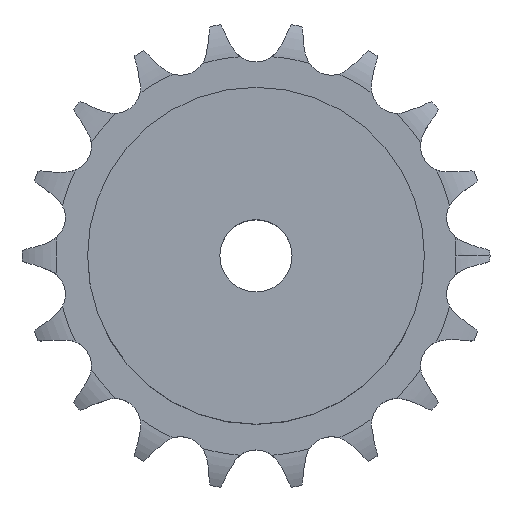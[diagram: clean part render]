
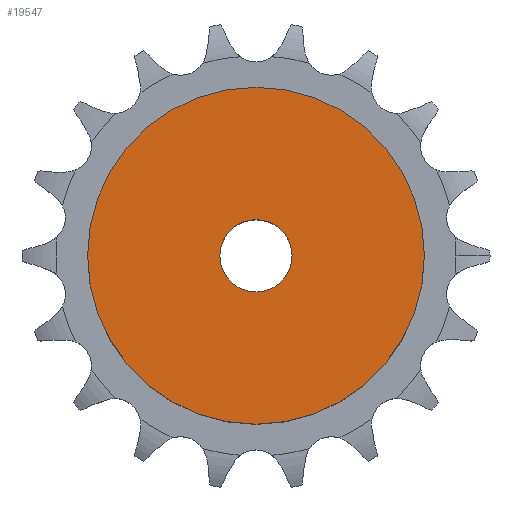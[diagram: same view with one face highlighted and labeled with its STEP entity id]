
A CAD part, top view. The second image highlights one B-rep face of the part: STEP entity #19547.
In plain terms, the highlighted planar face has unit normal (0, 0, 1).
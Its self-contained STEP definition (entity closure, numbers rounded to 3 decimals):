
#2712 = CYLINDRICAL_SURFACE('',#2713,28.);
#2713 = AXIS2_PLACEMENT_3D('',#2714,#2715,#2716);
#2714 = CARTESIAN_POINT('',(0.,0.,0.));
#2715 = DIRECTION('',(-0.,-0.,-1.));
#2716 = DIRECTION('',(1.,0.,0.));
#12514 = VERTEX_POINT('',#12515);
#12515 = CARTESIAN_POINT('',(28.,0.,28.));
#12536 = EDGE_CURVE('',#12514,#12514,#12537,.T.);
#12537 = SURFACE_CURVE('',#12538,(#12543,#12550),.PCURVE_S1.);
#12538 = CIRCLE('',#12539,28.);
#12539 = AXIS2_PLACEMENT_3D('',#12540,#12541,#12542);
#12540 = CARTESIAN_POINT('',(0.,0.,28.));
#12541 = DIRECTION('',(0.,0.,1.));
#12542 = DIRECTION('',(1.,0.,0.));
#12543 = PCURVE('',#2712,#12544);
#12544 = DEFINITIONAL_REPRESENTATION('',(#12545),#12549);
#12545 = LINE('',#12546,#12547);
#12546 = CARTESIAN_POINT('',(-0.,-28.));
#12547 = VECTOR('',#12548,1.);
#12548 = DIRECTION('',(-1.,0.));
#12549 = ( GEOMETRIC_REPRESENTATION_CONTEXT(2) 
PARAMETRIC_REPRESENTATION_CONTEXT() REPRESENTATION_CONTEXT('2D SPACE',''
  ) );
#12550 = PCURVE('',#12551,#12556);
#12551 = PLANE('',#12552);
#12552 = AXIS2_PLACEMENT_3D('',#12553,#12554,#12555);
#12553 = CARTESIAN_POINT('',(0.,0.,28.));
#12554 = DIRECTION('',(0.,0.,1.));
#12555 = DIRECTION('',(1.,0.,0.));
#12556 = DEFINITIONAL_REPRESENTATION('',(#12557),#12561);
#12557 = CIRCLE('',#12558,28.);
#12558 = AXIS2_PLACEMENT_2D('',#12559,#12560);
#12559 = CARTESIAN_POINT('',(0.,0.));
#12560 = DIRECTION('',(1.,0.));
#12561 = ( GEOMETRIC_REPRESENTATION_CONTEXT(2) 
PARAMETRIC_REPRESENTATION_CONTEXT() REPRESENTATION_CONTEXT('2D SPACE',''
  ) );
#16636 = CYLINDRICAL_SURFACE('',#16637,6.);
#16637 = AXIS2_PLACEMENT_3D('',#16638,#16639,#16640);
#16638 = CARTESIAN_POINT('',(0.,0.,124.82));
#16639 = DIRECTION('',(0.,0.,1.));
#16640 = DIRECTION('',(1.,0.,0.));
#19547 = ADVANCED_FACE('',(#19548,#19551),#12551,.T.);
#19548 = FACE_BOUND('',#19549,.T.);
#19549 = EDGE_LOOP('',(#19550));
#19550 = ORIENTED_EDGE('',*,*,#12536,.T.);
#19551 = FACE_BOUND('',#19552,.T.);
#19552 = EDGE_LOOP('',(#19553));
#19553 = ORIENTED_EDGE('',*,*,#19554,.F.);
#19554 = EDGE_CURVE('',#19555,#19555,#19557,.T.);
#19555 = VERTEX_POINT('',#19556);
#19556 = CARTESIAN_POINT('',(6.,0.,28.));
#19557 = SURFACE_CURVE('',#19558,(#19563,#19570),.PCURVE_S1.);
#19558 = CIRCLE('',#19559,6.);
#19559 = AXIS2_PLACEMENT_3D('',#19560,#19561,#19562);
#19560 = CARTESIAN_POINT('',(0.,0.,28.));
#19561 = DIRECTION('',(0.,0.,1.));
#19562 = DIRECTION('',(1.,0.,0.));
#19563 = PCURVE('',#12551,#19564);
#19564 = DEFINITIONAL_REPRESENTATION('',(#19565),#19569);
#19565 = CIRCLE('',#19566,6.);
#19566 = AXIS2_PLACEMENT_2D('',#19567,#19568);
#19567 = CARTESIAN_POINT('',(0.,0.));
#19568 = DIRECTION('',(1.,0.));
#19569 = ( GEOMETRIC_REPRESENTATION_CONTEXT(2) 
PARAMETRIC_REPRESENTATION_CONTEXT() REPRESENTATION_CONTEXT('2D SPACE',''
  ) );
#19570 = PCURVE('',#16636,#19571);
#19571 = DEFINITIONAL_REPRESENTATION('',(#19572),#19576);
#19572 = LINE('',#19573,#19574);
#19573 = CARTESIAN_POINT('',(0.,-96.82));
#19574 = VECTOR('',#19575,1.);
#19575 = DIRECTION('',(1.,0.));
#19576 = ( GEOMETRIC_REPRESENTATION_CONTEXT(2) 
PARAMETRIC_REPRESENTATION_CONTEXT() REPRESENTATION_CONTEXT('2D SPACE',''
  ) );
